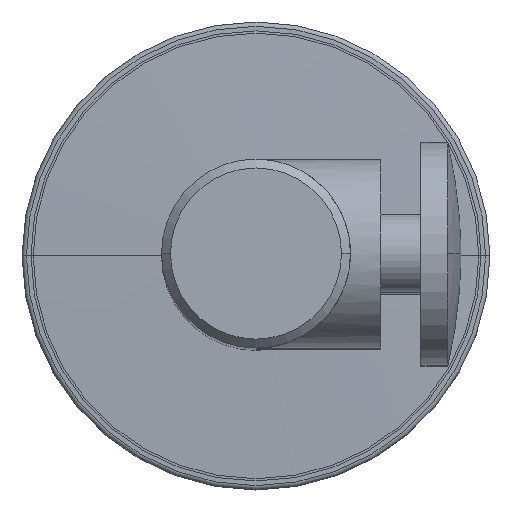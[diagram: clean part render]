
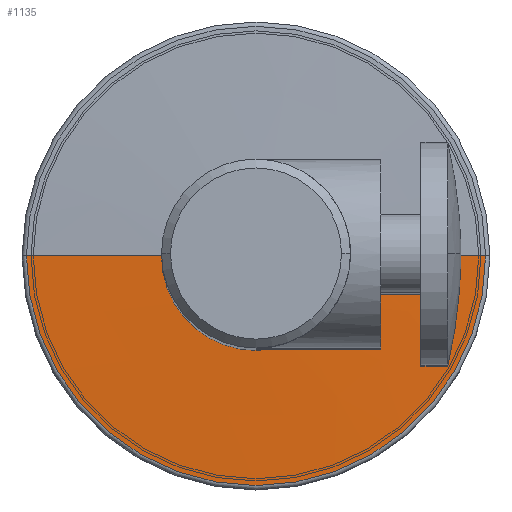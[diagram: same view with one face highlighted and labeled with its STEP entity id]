
A CAD part, top view. The second image highlights one B-rep face of the part: STEP entity #1135.
In plain terms, the highlighted conical face has half-angle 88.17 degrees and reference radius 36.366 mm.
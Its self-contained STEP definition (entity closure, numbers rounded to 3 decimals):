
#450=CARTESIAN_POINT('',(0.,0.,20.));
#451=DIRECTION('',(0.,0.,1.));
#452=DIRECTION('',(-1.,0.,0.));
#453=AXIS2_PLACEMENT_3D('',#450,#451,#452);
#471=CARTESIAN_POINT('',(0.,0.,19.031));
#472=DIRECTION('',(0.,0.,-1.));
#473=DIRECTION('',(1.,0.,0.));
#474=AXIS2_PLACEMENT_3D('',#471,#472,#473);
#476=DIRECTION('',(-0.999,0.,-0.032));
#477=VECTOR('',#476,30.347);
#478=CARTESIAN_POINT('',(-21.2,0.,20.));
#479=LINE('',#478,#477);
#513=DIRECTION('',(0.999,0.,-0.032));
#514=VECTOR('',#513,30.347);
#515=CARTESIAN_POINT('',(21.2,0.,20.));
#516=LINE('',#515,#514);
#585=CARTESIAN_POINT('',(21.2,0.,20.));
#586=CARTESIAN_POINT('',(-21.2,0.,20.));
#587=VERTEX_POINT('',#585);
#588=VERTEX_POINT('',#586);
#661=CARTESIAN_POINT('',(-51.532,0.,
19.031));
#662=CARTESIAN_POINT('',(51.532,0.,19.031));
#663=VERTEX_POINT('',#661);
#664=VERTEX_POINT('',#662);
#1121=CARTESIAN_POINT('',(0.,0.,19.515));
#1122=DIRECTION('',(0.,0.,-1.));
#1123=DIRECTION('',(0.,-1.,0.));
#1124=AXIS2_PLACEMENT_3D('',#1121,#1122,#1123);
#1125=CONICAL_SURFACE('',#1124,36.366,88.17);
#1127=ORIENTED_EDGE('',*,*,#1126,.T.);
#1129=ORIENTED_EDGE('',*,*,#1128,.F.);
#1130=ORIENTED_EDGE('',*,*,#1074,.T.);
#1132=ORIENTED_EDGE('',*,*,#1131,.T.);
#1133=EDGE_LOOP('',(#1127,#1129,#1130,#1132));
#1134=FACE_OUTER_BOUND('',#1133,.F.);
#454=CIRCLE('',#453,21.2);
#475=CIRCLE('',#474,51.532);
#1074=EDGE_CURVE('',#588,#587,#454,.T.);
#1126=EDGE_CURVE('',#664,#663,#475,.T.);
#1128=EDGE_CURVE('',#588,#663,#479,.T.);
#1131=EDGE_CURVE('',#587,#664,#516,.T.);
#1135=ADVANCED_FACE('',(#1134),#1125,.T.);
